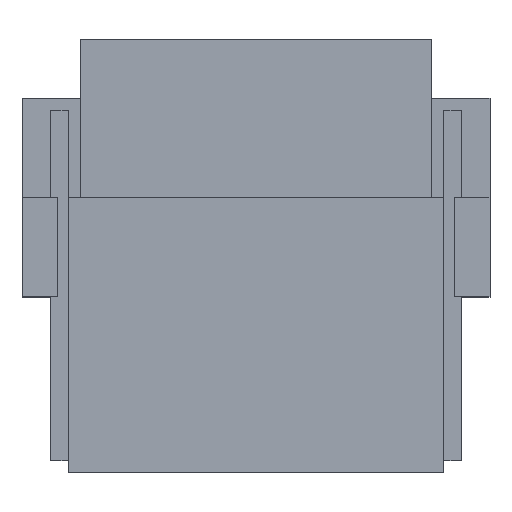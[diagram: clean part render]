
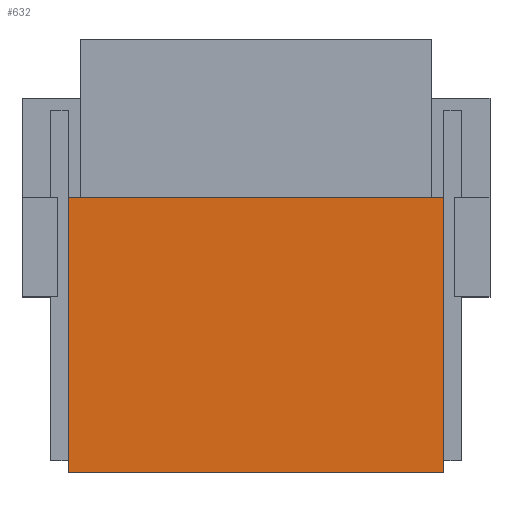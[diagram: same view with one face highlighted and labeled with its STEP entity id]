
A CAD part, top view. The second image highlights one B-rep face of the part: STEP entity #632.
In plain terms, the highlighted planar face has unit normal (0, 0, 1).
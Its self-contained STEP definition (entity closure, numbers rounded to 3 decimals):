
#384 = VERTEX_POINT ( 'NONE', #5597 ) ;
#500 = VECTOR ( 'NONE', #8916, 1000. ) ;
#519 = DIRECTION ( 'NONE',  ( 1., 0., 0. ) ) ;
#613 = DIRECTION ( 'NONE',  ( 0., 1., 0. ) ) ;
#632 = ADVANCED_FACE ( 'NONE', ( #7955 ), #10215, .T. ) ;
#1285 = LINE ( 'NONE', #6978, #5551 ) ;
#1658 = LINE ( 'NONE', #3217, #9051 ) ;
#2270 = CARTESIAN_POINT ( 'NONE',  ( -1.6, -3.1, 1. ) ) ;
#2811 = CARTESIAN_POINT ( 'NONE',  ( -1.6, -1.6, 1. ) ) ;
#3077 = VECTOR ( 'NONE', #613, 1000. ) ;
#3217 = CARTESIAN_POINT ( 'NONE',  ( 1.6, -3.1, 1. ) ) ;
#3347 = CARTESIAN_POINT ( 'NONE',  ( -1.6, 0.747, 1. ) ) ;
#3379 = LINE ( 'NONE', #9709, #500 ) ;
#3443 = VERTEX_POINT ( 'NONE', #3347 ) ;
#3497 = VERTEX_POINT ( 'NONE', #2811 ) ;
#3739 = LINE ( 'NONE', #2270, #3077 ) ;
#3866 = DIRECTION ( 'NONE',  ( 1., 0., 0. ) ) ;
#3954 = ORIENTED_EDGE ( 'NONE', *, *, #4970, .F. ) ;
#4847 = EDGE_CURVE ( 'NONE', #3497, #8415, #1285, .T. ) ;
#4934 = EDGE_CURVE ( 'NONE', #3497, #3443, #3739, .T. ) ;
#4970 = EDGE_CURVE ( 'NONE', #384, #8415, #1658, .T. ) ;
#5011 = EDGE_LOOP ( 'NONE', ( #8190, #7933, #5856, #3954 ) ) ;
#5394 = AXIS2_PLACEMENT_3D ( 'NONE', #10160, #6957, #3866 ) ;
#5551 = VECTOR ( 'NONE', #519, 1000. ) ;
#5597 = CARTESIAN_POINT ( 'NONE',  ( 1.6, 0.747, 1. ) ) ;
#5705 = CARTESIAN_POINT ( 'NONE',  ( 1.6, -1.6, 1. ) ) ;
#5856 = ORIENTED_EDGE ( 'NONE', *, *, #4847, .T. ) ;
#6957 = DIRECTION ( 'NONE',  ( 0., 0., 1. ) ) ;
#6978 = CARTESIAN_POINT ( 'NONE',  ( -2., -1.6, 1. ) ) ;
#7137 = DIRECTION ( 'NONE',  ( 0., -1., 0. ) ) ;
#7933 = ORIENTED_EDGE ( 'NONE', *, *, #4934, .F. ) ;
#7955 = FACE_OUTER_BOUND ( 'NONE', #5011, .T. ) ;
#8033 = EDGE_CURVE ( 'NONE', #3443, #384, #3379, .T. ) ;
#8190 = ORIENTED_EDGE ( 'NONE', *, *, #8033, .F. ) ;
#8415 = VERTEX_POINT ( 'NONE', #5705 ) ;
#8916 = DIRECTION ( 'NONE',  ( 1., 0., 0. ) ) ;
#9051 = VECTOR ( 'NONE', #7137, 1000. ) ;
#9709 = CARTESIAN_POINT ( 'NONE',  ( 0., 0.747, 1. ) ) ;
#10160 = CARTESIAN_POINT ( 'NONE',  ( 0., 0., 1. ) ) ;
#10215 = PLANE ( 'NONE',  #5394 ) ;
